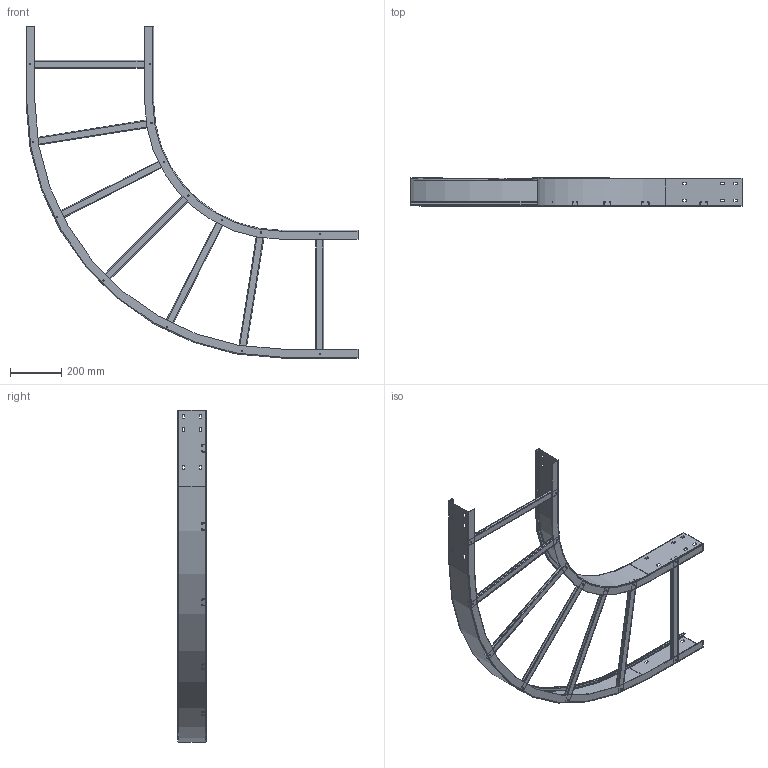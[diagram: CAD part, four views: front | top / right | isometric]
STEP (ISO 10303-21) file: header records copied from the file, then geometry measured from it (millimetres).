
FILE_DESCRIPTION((''),'2;1');
FILE_NAME('ASM0001_ASM','2013-01-11T',('AndreasKeweloh'),(''),'PRO/ENGINEER BY PARAMETRIC TECHNOLOGY CORPORATION, 2012230','PRO/ENGINEER BY PARAMETRIC TECHNOLOGY CORPORATION, 2012230','');
FILE_SCHEMA(('CONFIG_CONTROL_DESIGN'));
Length unit declared in the file: millimetre
Products named in the file (4): KTS_05_018-012_L_495; KTS_05_012-077_AU_ENHOLM_110_X_; KTS_05_012-076_INNENHOLM_110_X_; ASM0001_ASM
Assembly tree (9 placements, depth 2):
  ASM0001_ASM
    KTS_05_018-012_L_495  x7
    KTS_05_012-077_AU_ENHOLM_110_X_
    KTS_05_012-076_INNENHOLM_110_X_
Bounding box: 1300 x 110 x 1300 mm (x, y, z)
Volume: 1500234.7 mm3; surface area: 1639594.4 mm2
Topology: 9 solids, 9 shells, 566 faces, 1396 edges, 848 vertices
Faces by surface type: plane 340, cylinder 214, torus 12
Entity records: 11168 total; most frequent: DIRECTION 1986, CARTESIAN_POINT 1899, ORIENTED_EDGE 1880, EDGE_CURVE 940, AXIS2_PLACEMENT_3D 695, VERTEX_POINT 608, VECTOR 596, LINE 596
